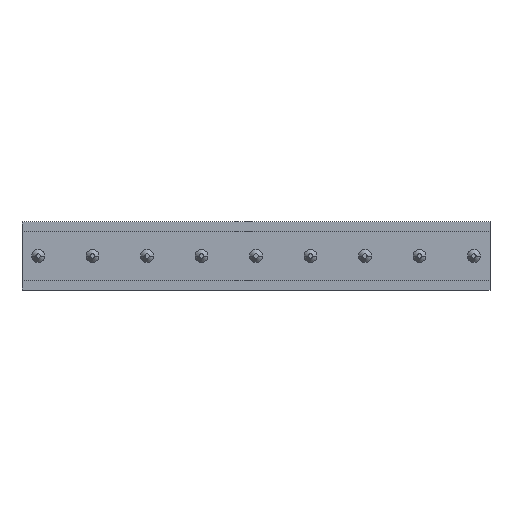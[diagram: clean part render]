
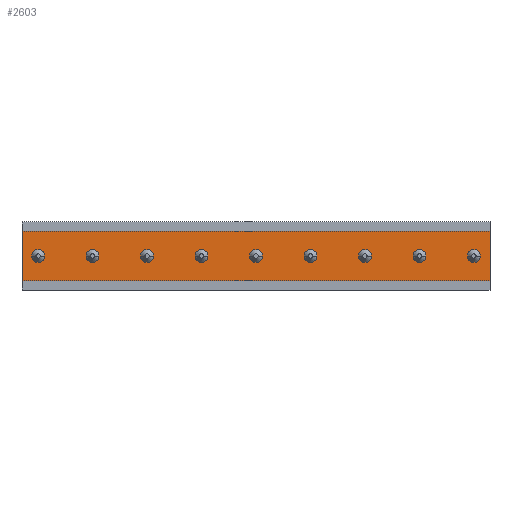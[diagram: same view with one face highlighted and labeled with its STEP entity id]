
A CAD part, front view. The second image highlights one B-rep face of the part: STEP entity #2603.
In plain terms, the highlighted planar face has unit normal (0, -1, 0).
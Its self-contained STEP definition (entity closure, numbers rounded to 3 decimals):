
#559=DIRECTION('',(0.,0.,1.));
#560=VECTOR('',#559,4.63);
#561=CARTESIAN_POINT('',(21.82,-0.9,-2.315));
#562=LINE('',#561,#560);
#575=DIRECTION('',(0.,0.,-1.));
#576=VECTOR('',#575,4.63);
#577=CARTESIAN_POINT('',(-21.82,-0.9,2.315));
#578=LINE('',#577,#576);
#591=DIRECTION('',(-1.,0.,0.));
#592=VECTOR('',#591,43.64);
#593=CARTESIAN_POINT('',(21.82,-0.9,-2.315));
#594=LINE('',#593,#592);
#595=CARTESIAN_POINT('',(-20.32,-0.9,0.));
#596=DIRECTION('',(0.,1.,0.));
#597=DIRECTION('',(1.,0.,0.));
#598=AXIS2_PLACEMENT_3D('',#595,#596,#597);
#600=CARTESIAN_POINT('',(-20.32,-0.9,0.));
#601=DIRECTION('',(0.,1.,0.));
#602=DIRECTION('',(-1.,0.,0.));
#603=AXIS2_PLACEMENT_3D('',#600,#601,#602);
#605=CARTESIAN_POINT('',(-15.24,-0.9,0.));
#606=DIRECTION('',(0.,1.,0.));
#607=DIRECTION('',(1.,0.,0.));
#608=AXIS2_PLACEMENT_3D('',#605,#606,#607);
#610=CARTESIAN_POINT('',(-15.24,-0.9,0.));
#611=DIRECTION('',(0.,1.,0.));
#612=DIRECTION('',(-1.,0.,0.));
#613=AXIS2_PLACEMENT_3D('',#610,#611,#612);
#615=CARTESIAN_POINT('',(-10.16,-0.9,0.));
#616=DIRECTION('',(0.,1.,0.));
#617=DIRECTION('',(1.,0.,0.));
#618=AXIS2_PLACEMENT_3D('',#615,#616,#617);
#620=CARTESIAN_POINT('',(-10.16,-0.9,0.));
#621=DIRECTION('',(0.,1.,0.));
#622=DIRECTION('',(-1.,0.,0.));
#623=AXIS2_PLACEMENT_3D('',#620,#621,#622);
#625=CARTESIAN_POINT('',(-5.08,-0.9,0.));
#626=DIRECTION('',(0.,1.,0.));
#627=DIRECTION('',(1.,0.,0.));
#628=AXIS2_PLACEMENT_3D('',#625,#626,#627);
#630=CARTESIAN_POINT('',(-5.08,-0.9,0.));
#631=DIRECTION('',(0.,1.,0.));
#632=DIRECTION('',(-1.,0.,0.));
#633=AXIS2_PLACEMENT_3D('',#630,#631,#632);
#635=CARTESIAN_POINT('',(0.,-0.9,0.));
#636=DIRECTION('',(0.,1.,0.));
#637=DIRECTION('',(1.,0.,0.));
#638=AXIS2_PLACEMENT_3D('',#635,#636,#637);
#640=CARTESIAN_POINT('',(0.,-0.9,0.));
#641=DIRECTION('',(0.,1.,0.));
#642=DIRECTION('',(-1.,0.,0.));
#643=AXIS2_PLACEMENT_3D('',#640,#641,#642);
#645=CARTESIAN_POINT('',(5.08,-0.9,0.));
#646=DIRECTION('',(0.,1.,0.));
#647=DIRECTION('',(1.,0.,0.));
#648=AXIS2_PLACEMENT_3D('',#645,#646,#647);
#650=CARTESIAN_POINT('',(5.08,-0.9,0.));
#651=DIRECTION('',(0.,1.,0.));
#652=DIRECTION('',(-1.,0.,0.));
#653=AXIS2_PLACEMENT_3D('',#650,#651,#652);
#655=CARTESIAN_POINT('',(10.16,-0.9,0.));
#656=DIRECTION('',(0.,1.,0.));
#657=DIRECTION('',(1.,0.,0.));
#658=AXIS2_PLACEMENT_3D('',#655,#656,#657);
#660=CARTESIAN_POINT('',(10.16,-0.9,0.));
#661=DIRECTION('',(0.,1.,0.));
#662=DIRECTION('',(-1.,0.,0.));
#663=AXIS2_PLACEMENT_3D('',#660,#661,#662);
#665=CARTESIAN_POINT('',(15.24,-0.9,0.));
#666=DIRECTION('',(0.,1.,0.));
#667=DIRECTION('',(1.,0.,0.));
#668=AXIS2_PLACEMENT_3D('',#665,#666,#667);
#670=CARTESIAN_POINT('',(15.24,-0.9,0.));
#671=DIRECTION('',(0.,1.,0.));
#672=DIRECTION('',(-1.,0.,0.));
#673=AXIS2_PLACEMENT_3D('',#670,#671,#672);
#675=CARTESIAN_POINT('',(20.32,-0.9,0.));
#676=DIRECTION('',(0.,1.,0.));
#677=DIRECTION('',(1.,0.,0.));
#678=AXIS2_PLACEMENT_3D('',#675,#676,#677);
#680=CARTESIAN_POINT('',(20.32,-0.9,0.));
#681=DIRECTION('',(0.,1.,0.));
#682=DIRECTION('',(-1.,0.,0.));
#683=AXIS2_PLACEMENT_3D('',#680,#681,#682);
#685=DIRECTION('',(-1.,0.,0.));
#686=VECTOR('',#685,43.64);
#687=CARTESIAN_POINT('',(21.82,-0.9,2.315));
#688=LINE('',#687,#686);
#1401=CARTESIAN_POINT('',(-21.82,-0.9,2.315));
#1402=CARTESIAN_POINT('',(-21.82,-0.9,-2.315));
#1403=VERTEX_POINT('',#1401);
#1404=VERTEX_POINT('',#1402);
#1413=CARTESIAN_POINT('',(21.82,-0.9,-2.315));
#1414=VERTEX_POINT('',#1413);
#1415=CARTESIAN_POINT('',(21.82,-0.9,2.315));
#1416=VERTEX_POINT('',#1415);
#1421=CARTESIAN_POINT('',(-19.72,-0.9,0.));
#1422=CARTESIAN_POINT('',(-20.92,-0.9,0.));
#1423=VERTEX_POINT('',#1421);
#1424=VERTEX_POINT('',#1422);
#1529=CARTESIAN_POINT('',(-14.64,-0.9,0.));
#1530=CARTESIAN_POINT('',(-15.84,-0.9,0.));
#1531=VERTEX_POINT('',#1529);
#1532=VERTEX_POINT('',#1530);
#1537=CARTESIAN_POINT('',(-9.56,-0.9,0.));
#1538=CARTESIAN_POINT('',(-10.76,-0.9,0.));
#1539=VERTEX_POINT('',#1537);
#1540=VERTEX_POINT('',#1538);
#1545=CARTESIAN_POINT('',(-4.48,-0.9,0.));
#1546=CARTESIAN_POINT('',(-5.68,-0.9,0.));
#1547=VERTEX_POINT('',#1545);
#1548=VERTEX_POINT('',#1546);
#1553=CARTESIAN_POINT('',(0.6,-0.9,0.));
#1554=CARTESIAN_POINT('',(-0.6,-0.9,0.));
#1555=VERTEX_POINT('',#1553);
#1556=VERTEX_POINT('',#1554);
#1657=CARTESIAN_POINT('',(5.68,-0.9,0.));
#1658=CARTESIAN_POINT('',(4.48,-0.9,0.));
#1659=VERTEX_POINT('',#1657);
#1660=VERTEX_POINT('',#1658);
#1665=CARTESIAN_POINT('',(10.76,-0.9,0.));
#1666=CARTESIAN_POINT('',(9.56,-0.9,0.));
#1667=VERTEX_POINT('',#1665);
#1668=VERTEX_POINT('',#1666);
#1673=CARTESIAN_POINT('',(15.84,-0.9,0.));
#1674=CARTESIAN_POINT('',(14.64,-0.9,0.));
#1675=VERTEX_POINT('',#1673);
#1676=VERTEX_POINT('',#1674);
#1745=CARTESIAN_POINT('',(20.92,-0.9,0.));
#1746=CARTESIAN_POINT('',(19.72,-0.9,0.));
#1747=VERTEX_POINT('',#1745);
#1748=VERTEX_POINT('',#1746);
#2537=CARTESIAN_POINT('',(21.82,-0.9,-2.315));
#2538=DIRECTION('',(0.,1.,0.));
#2539=DIRECTION('',(0.,0.,1.));
#2540=AXIS2_PLACEMENT_3D('',#2537,#2538,#2539);
#2541=PLANE('',#2540);
#2542=ORIENTED_EDGE('',*,*,#2521,.F.);
#2544=ORIENTED_EDGE('',*,*,#2543,.F.);
#2545=ORIENTED_EDGE('',*,*,#2486,.F.);
#2546=ORIENTED_EDGE('',*,*,#2508,.T.);
#2547=EDGE_LOOP('',(#2542,#2544,#2545,#2546));
#2548=FACE_OUTER_BOUND('',#2547,.F.);
#2550=ORIENTED_EDGE('',*,*,#2549,.F.);
#2552=ORIENTED_EDGE('',*,*,#2551,.F.);
#2553=EDGE_LOOP('',(#2550,#2552));
#2554=FACE_BOUND('',#2553,.F.);
#2556=ORIENTED_EDGE('',*,*,#2555,.F.);
#2558=ORIENTED_EDGE('',*,*,#2557,.F.);
#2559=EDGE_LOOP('',(#2556,#2558));
#2560=FACE_BOUND('',#2559,.F.);
#2562=ORIENTED_EDGE('',*,*,#2561,.F.);
#2564=ORIENTED_EDGE('',*,*,#2563,.F.);
#2565=EDGE_LOOP('',(#2562,#2564));
#2566=FACE_BOUND('',#2565,.F.);
#2568=ORIENTED_EDGE('',*,*,#2567,.F.);
#2570=ORIENTED_EDGE('',*,*,#2569,.F.);
#2571=EDGE_LOOP('',(#2568,#2570));
#2572=FACE_BOUND('',#2571,.F.);
#2574=ORIENTED_EDGE('',*,*,#2573,.F.);
#2576=ORIENTED_EDGE('',*,*,#2575,.F.);
#2577=EDGE_LOOP('',(#2574,#2576));
#2578=FACE_BOUND('',#2577,.F.);
#2580=ORIENTED_EDGE('',*,*,#2579,.F.);
#2582=ORIENTED_EDGE('',*,*,#2581,.F.);
#2583=EDGE_LOOP('',(#2580,#2582));
#2584=FACE_BOUND('',#2583,.F.);
#2586=ORIENTED_EDGE('',*,*,#2585,.F.);
#2588=ORIENTED_EDGE('',*,*,#2587,.F.);
#2589=EDGE_LOOP('',(#2586,#2588));
#2590=FACE_BOUND('',#2589,.F.);
#2592=ORIENTED_EDGE('',*,*,#2591,.F.);
#2594=ORIENTED_EDGE('',*,*,#2593,.F.);
#2595=EDGE_LOOP('',(#2592,#2594));
#2596=FACE_BOUND('',#2595,.F.);
#2598=ORIENTED_EDGE('',*,*,#2597,.F.);
#2600=ORIENTED_EDGE('',*,*,#2599,.F.);
#2601=EDGE_LOOP('',(#2598,#2600));
#2602=FACE_BOUND('',#2601,.F.);
#2603=ADVANCED_FACE('',(#2548,#2554,#2560,#2566,#2572,#2578,#2584,#2590,#2596,
#2602),#2541,.F.);
#599=CIRCLE('',#598,0.6);
#604=CIRCLE('',#603,0.6);
#609=CIRCLE('',#608,0.6);
#614=CIRCLE('',#613,0.6);
#619=CIRCLE('',#618,0.6);
#624=CIRCLE('',#623,0.6);
#629=CIRCLE('',#628,0.6);
#634=CIRCLE('',#633,0.6);
#639=CIRCLE('',#638,0.6);
#644=CIRCLE('',#643,0.6);
#649=CIRCLE('',#648,0.6);
#654=CIRCLE('',#653,0.6);
#659=CIRCLE('',#658,0.6);
#664=CIRCLE('',#663,0.6);
#669=CIRCLE('',#668,0.6);
#674=CIRCLE('',#673,0.6);
#679=CIRCLE('',#678,0.6);
#684=CIRCLE('',#683,0.6);
#2486=EDGE_CURVE('',#1414,#1416,#562,.T.);
#2508=EDGE_CURVE('',#1414,#1404,#594,.T.);
#2521=EDGE_CURVE('',#1403,#1404,#578,.T.);
#2543=EDGE_CURVE('',#1416,#1403,#688,.T.);
#2549=EDGE_CURVE('',#1423,#1424,#599,.T.);
#2551=EDGE_CURVE('',#1424,#1423,#604,.T.);
#2555=EDGE_CURVE('',#1531,#1532,#609,.T.);
#2557=EDGE_CURVE('',#1532,#1531,#614,.T.);
#2561=EDGE_CURVE('',#1539,#1540,#619,.T.);
#2563=EDGE_CURVE('',#1540,#1539,#624,.T.);
#2567=EDGE_CURVE('',#1547,#1548,#629,.T.);
#2569=EDGE_CURVE('',#1548,#1547,#634,.T.);
#2573=EDGE_CURVE('',#1555,#1556,#639,.T.);
#2575=EDGE_CURVE('',#1556,#1555,#644,.T.);
#2579=EDGE_CURVE('',#1659,#1660,#649,.T.);
#2581=EDGE_CURVE('',#1660,#1659,#654,.T.);
#2585=EDGE_CURVE('',#1667,#1668,#659,.T.);
#2587=EDGE_CURVE('',#1668,#1667,#664,.T.);
#2591=EDGE_CURVE('',#1675,#1676,#669,.T.);
#2593=EDGE_CURVE('',#1676,#1675,#674,.T.);
#2597=EDGE_CURVE('',#1747,#1748,#679,.T.);
#2599=EDGE_CURVE('',#1748,#1747,#684,.T.);
